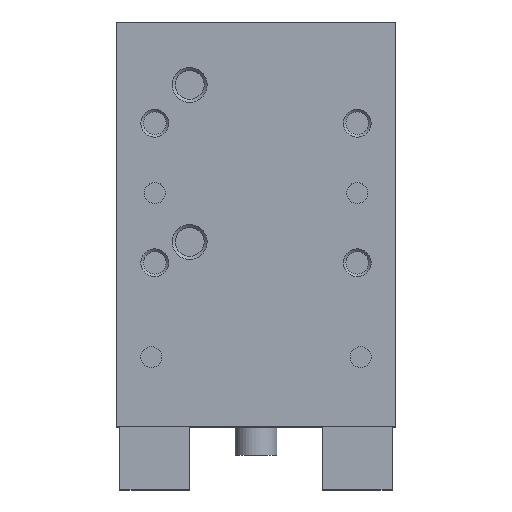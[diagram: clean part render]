
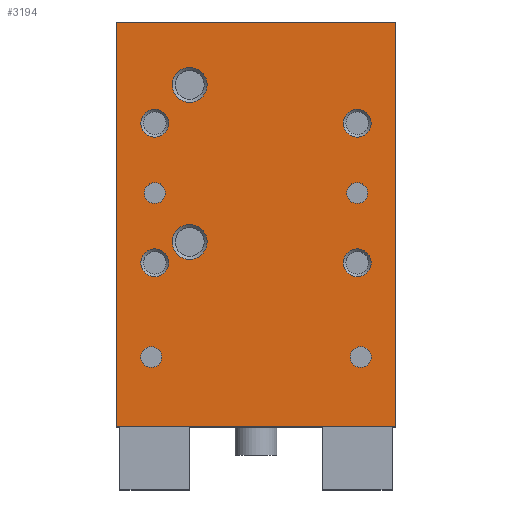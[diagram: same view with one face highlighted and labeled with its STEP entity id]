
A CAD part, top view. The second image highlights one B-rep face of the part: STEP entity #3194.
In plain terms, the highlighted planar face has unit normal (0, 0, 1).
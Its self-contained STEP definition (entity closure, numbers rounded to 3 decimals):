
#2311=CARTESIAN_POINT('',(9.5,11.5,15.0));
#2312=VERTEX_POINT('',#2311);
#2313=CARTESIAN_POINT('',(9.5,9.0,15.0));
#2314=DIRECTION('',(0.0,0.0,-1.0));
#2315=DIRECTION('',(0.0,1.0,0.0));
#2316=AXIS2_PLACEMENT_3D('',#2313,#2314,#2315);
#2317=CIRCLE('',#2316,2.5);
#2318=EDGE_CURVE('',#2312,#2312,#2317,.T.);
#2368=CARTESIAN_POINT('',(9.5,34.0,15.0));
#2369=VERTEX_POINT('',#2368);
#2370=CARTESIAN_POINT('',(9.5,31.5,15.0));
#2371=DIRECTION('',(0.0,0.0,-1.0));
#2372=DIRECTION('',(0.0,1.0,0.0));
#2373=AXIS2_PLACEMENT_3D('',#2370,#2371,#2372);
#2374=CIRCLE('',#2373,2.5);
#2375=EDGE_CURVE('',#2369,#2369,#2374,.T.);
#2425=CARTESIAN_POINT('',(-16.,24.5,15.0));
#2426=VERTEX_POINT('',#2425);
#2427=CARTESIAN_POINT('',(-14.5,24.5,15.0));
#2428=DIRECTION('',(0.0,0.0,-1.0));
#2429=DIRECTION('',(1.0,0.0,0.0));
#2430=AXIS2_PLACEMENT_3D('',#2427,#2428,#2429);
#2431=CIRCLE('',#2430,1.5);
#2432=EDGE_CURVE('',#2426,#2426,#2431,.T.);
#2462=CARTESIAN_POINT('',(13.0,24.5,15.0));
#2463=VERTEX_POINT('',#2462);
#2464=CARTESIAN_POINT('',(14.5,24.5,15.0));
#2465=DIRECTION('',(0.0,0.0,-1.0));
#2466=DIRECTION('',(1.0,0.0,0.0));
#2467=AXIS2_PLACEMENT_3D('',#2464,#2465,#2466);
#2468=CIRCLE('',#2467,1.5);
#2469=EDGE_CURVE('',#2463,#2463,#2468,.T.);
#2499=CARTESIAN_POINT('',(-14.5,36.5,15.0));
#2500=VERTEX_POINT('',#2499);
#2501=CARTESIAN_POINT('',(-14.5,34.5,15.0));
#2502=DIRECTION('',(0.0,0.0,-1.0));
#2503=DIRECTION('',(0.0,1.0,0.0));
#2504=AXIS2_PLACEMENT_3D('',#2501,#2502,#2503);
#2505=CIRCLE('',#2504,2.0);
#2506=EDGE_CURVE('',#2500,#2500,#2505,.T.);
#2556=CARTESIAN_POINT('',(14.5,36.5,15.0));
#2557=VERTEX_POINT('',#2556);
#2558=CARTESIAN_POINT('',(14.5,34.5,15.0));
#2559=DIRECTION('',(0.0,0.0,-1.0));
#2560=DIRECTION('',(0.0,1.0,0.0));
#2561=AXIS2_PLACEMENT_3D('',#2558,#2559,#2560);
#2562=CIRCLE('',#2561,2.0);
#2563=EDGE_CURVE('',#2557,#2557,#2562,.T.);
#2613=CARTESIAN_POINT('',(-14.5,16.5,15.0));
#2614=VERTEX_POINT('',#2613);
#2615=CARTESIAN_POINT('',(-14.5,14.5,15.0));
#2616=DIRECTION('',(0.0,0.0,-1.0));
#2617=DIRECTION('',(0.0,1.0,0.0));
#2618=AXIS2_PLACEMENT_3D('',#2615,#2616,#2617);
#2619=CIRCLE('',#2618,2.);
#2620=EDGE_CURVE('',#2614,#2614,#2619,.T.);
#2670=CARTESIAN_POINT('',(14.5,16.5,15.0));
#2671=VERTEX_POINT('',#2670);
#2672=CARTESIAN_POINT('',(14.5,14.5,15.0));
#2673=DIRECTION('',(0.0,0.0,-1.0));
#2674=DIRECTION('',(0.0,1.0,0.0));
#2675=AXIS2_PLACEMENT_3D('',#2672,#2673,#2674);
#2676=CIRCLE('',#2675,2.);
#2677=EDGE_CURVE('',#2671,#2671,#2676,.T.);
#2727=CARTESIAN_POINT('',(-16.5,48.0,15.0));
#2728=VERTEX_POINT('',#2727);
#2729=CARTESIAN_POINT('',(-15.0,48.0,15.0));
#2730=DIRECTION('',(0.0,0.0,-1.0));
#2731=DIRECTION('',(1.0,0.0,0.0));
#2732=AXIS2_PLACEMENT_3D('',#2729,#2730,#2731);
#2733=CIRCLE('',#2732,1.5);
#2734=EDGE_CURVE('',#2728,#2728,#2733,.T.);
#2813=CARTESIAN_POINT('',(13.5,48.0,15.0));
#2814=VERTEX_POINT('',#2813);
#2815=CARTESIAN_POINT('',(15.0,48.0,15.0));
#2816=DIRECTION('',(0.0,0.0,-1.0));
#2817=DIRECTION('',(1.0,0.0,0.0));
#2818=AXIS2_PLACEMENT_3D('',#2815,#2816,#2817);
#2819=CIRCLE('',#2818,1.5);
#2820=EDGE_CURVE('',#2814,#2814,#2819,.T.);
#2929=CARTESIAN_POINT('',(-20.0,0.0,15.0));
#2930=VERTEX_POINT('',#2929);
#2937=CARTESIAN_POINT('',(-20.0,58.0,15.0));
#2938=VERTEX_POINT('',#2937);
#2939=CARTESIAN_POINT('',(-20.0,0.0,15.0));
#2940=DIRECTION('',(0.0,1.0,0.0));
#2941=VECTOR('',#2940,58.0);
#2942=LINE('',#2939,#2941);
#2943=EDGE_CURVE('',#2930,#2938,#2942,.T.);
#3009=CARTESIAN_POINT('',(20.0,58.0,15.0));
#3010=VERTEX_POINT('',#3009);
#3011=CARTESIAN_POINT('',(-20.0,58.0,15.0));
#3012=DIRECTION('',(1.0,0.0,0.0));
#3013=VECTOR('',#3012,40.0);
#3014=LINE('',#3011,#3013);
#3015=EDGE_CURVE('',#2938,#3010,#3014,.T.);
#3076=CARTESIAN_POINT('',(20.0,0.0,15.0));
#3077=VERTEX_POINT('',#3076);
#3078=CARTESIAN_POINT('',(20.0,58.0,15.0));
#3079=DIRECTION('',(0.0,-1.0,0.0));
#3080=VECTOR('',#3079,58.0);
#3081=LINE('',#3078,#3080);
#3082=EDGE_CURVE('',#3010,#3077,#3081,.T.);
#3117=CARTESIAN_POINT('',(20.0,0.0,15.0));
#3118=DIRECTION('',(-1.0,0.0,0.0));
#3119=VECTOR('',#3118,40.0);
#3120=LINE('',#3117,#3119);
#3121=EDGE_CURVE('',#3077,#2930,#3120,.T.);
#3153=CARTESIAN_POINT('',(0.0,29.,15.0));
#3154=DIRECTION('',(0.0,0.0,1.0));
#3155=DIRECTION('',(1.0,0.0,0.0));
#3156=AXIS2_PLACEMENT_3D('',#3153,#3154,#3155);
#3157=PLANE('',#3156);
#3158=ORIENTED_EDGE('',*,*,#2943,.F.);
#3159=ORIENTED_EDGE('',*,*,#3121,.F.);
#3160=ORIENTED_EDGE('',*,*,#3082,.F.);
#3161=ORIENTED_EDGE('',*,*,#3015,.F.);
#3162=EDGE_LOOP('',(#3158,#3159,#3160,#3161));
#3163=FACE_OUTER_BOUND('',#3162,.T.);
#3164=ORIENTED_EDGE('',*,*,#2318,.T.);
#3165=EDGE_LOOP('',(#3164));
#3166=FACE_BOUND('',#3165,.T.);
#3167=ORIENTED_EDGE('',*,*,#2375,.T.);
#3168=EDGE_LOOP('',(#3167));
#3169=FACE_BOUND('',#3168,.T.);
#3170=ORIENTED_EDGE('',*,*,#2432,.T.);
#3171=EDGE_LOOP('',(#3170));
#3172=FACE_BOUND('',#3171,.T.);
#3173=ORIENTED_EDGE('',*,*,#2469,.T.);
#3174=EDGE_LOOP('',(#3173));
#3175=FACE_BOUND('',#3174,.T.);
#3176=ORIENTED_EDGE('',*,*,#2506,.T.);
#3177=EDGE_LOOP('',(#3176));
#3178=FACE_BOUND('',#3177,.T.);
#3179=ORIENTED_EDGE('',*,*,#2563,.T.);
#3180=EDGE_LOOP('',(#3179));
#3181=FACE_BOUND('',#3180,.T.);
#3182=ORIENTED_EDGE('',*,*,#2620,.T.);
#3183=EDGE_LOOP('',(#3182));
#3184=FACE_BOUND('',#3183,.T.);
#3185=ORIENTED_EDGE('',*,*,#2677,.T.);
#3186=EDGE_LOOP('',(#3185));
#3187=FACE_BOUND('',#3186,.T.);
#3188=ORIENTED_EDGE('',*,*,#2734,.T.);
#3189=EDGE_LOOP('',(#3188));
#3190=FACE_BOUND('',#3189,.T.);
#3191=ORIENTED_EDGE('',*,*,#2820,.T.);
#3192=EDGE_LOOP('',(#3191));
#3193=FACE_BOUND('',#3192,.T.);
#3194=ADVANCED_FACE('',(#3163,#3166,#3169,#3172,#3175,#3178,#3181,#3184,#3187,#3190,#3193),#3157,.T.);
